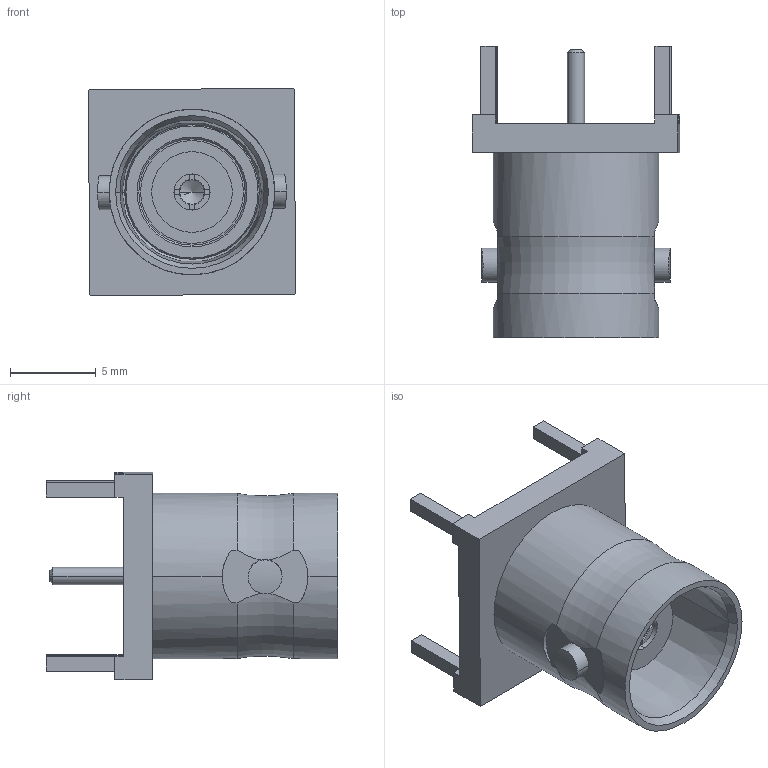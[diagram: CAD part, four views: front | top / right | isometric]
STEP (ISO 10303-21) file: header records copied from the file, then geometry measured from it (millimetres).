
FILE_DESCRIPTION((''),'2;1');
FILE_NAME('112406_SW0001','2017-12-01T',('Clement'),(''),'CREO PARAMETRIC BY PTC INC, 2017020','CREO PARAMETRIC BY PTC INC, 2017020','');
FILE_SCHEMA(('CONFIG_CONTROL_DESIGN'));
Length unit declared in the file: inch
Products named in the file (1): 112406_SW0001
Bounding box: 12.11 x 17 x 12.11 mm (x, y, z)
Volume: 666.2 mm3; surface area: 1141.7 mm2
Topology: 1 solids, 1 shells, 108 faces, 280 edges, 179 vertices
Faces by surface type: plane 60, cylinder 28, cone 18, torus 2
Entity records: 3486 total; most frequent: CARTESIAN_POINT 799, ORIENTED_EDGE 556, DIRECTION 548, EDGE_CURVE 278, AXIS2_PLACEMENT_3D 194, VERTEX_POINT 179, VECTOR 160, LINE 160
